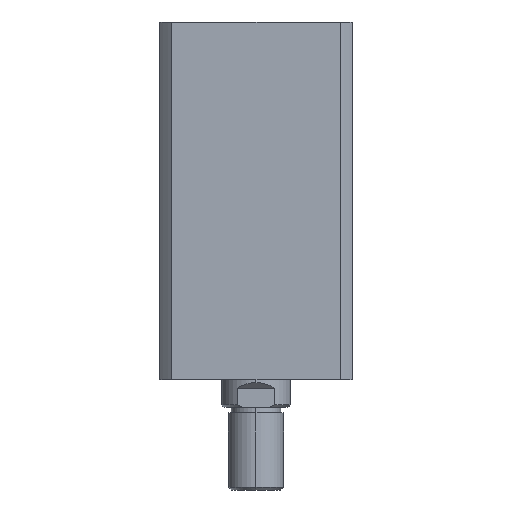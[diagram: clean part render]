
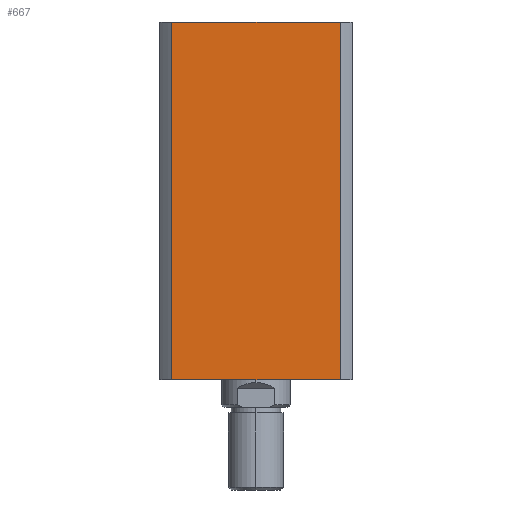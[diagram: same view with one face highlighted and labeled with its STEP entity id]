
A CAD part, left-side view. The second image highlights one B-rep face of the part: STEP entity #667.
In plain terms, the highlighted planar face has unit normal (-1, 0, 0).
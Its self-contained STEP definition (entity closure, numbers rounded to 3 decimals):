
#304 = CARTESIAN_POINT ( 'NONE',  ( -35., 30.615, 130. ) ) ;
#318 = CARTESIAN_POINT ( 'NONE',  ( -35., -30.615, 130. ) ) ;
#329 = CARTESIAN_POINT ( 'NONE',  ( -35., -30.615, 0. ) ) ;
#332 = CARTESIAN_POINT ( 'NONE',  ( -35., 30.615, 0. ) ) ;
#564 = DIRECTION ( 'NONE',  ( 0., 0., -1. ) ) ;
#577 = CARTESIAN_POINT ( 'NONE',  ( -35., 0., 130. ) ) ;
#578 = DIRECTION ( 'NONE',  ( 0., -1., 0. ) ) ;
#579 = CARTESIAN_POINT ( 'NONE',  ( -35., -30.615, 130. ) ) ;
#580 = DIRECTION ( 'NONE',  ( 0., 0., -1. ) ) ;
#581 = CARTESIAN_POINT ( 'NONE',  ( -35., 0., 0. ) ) ;
#582 = CARTESIAN_POINT ( 'NONE',  ( -35., 30.615, 130. ) ) ;
#583 = DIRECTION ( 'NONE',  ( 0., -1., 0. ) ) ;
#667 = ADVANCED_FACE ( 'NONE', ( #2034 ), #1034, .F. ) ;
#1025 = DIRECTION ( 'NONE',  ( 0., 0., -1. ) ) ;
#1026 = DIRECTION ( 'NONE',  ( 1., 0., 0. ) ) ;
#1034 = PLANE ( 'NONE',  #3560 ) ;
#1037 = CARTESIAN_POINT ( 'NONE',  ( -35., 0., 130. ) ) ;
#1494 = ORIENTED_EDGE ( 'NONE', *, *, #3346, .T. ) ;
#1495 = ORIENTED_EDGE ( 'NONE', *, *, #3345, .F. ) ;
#1496 = ORIENTED_EDGE ( 'NONE', *, *, #3344, .F. ) ;
#1497 = ORIENTED_EDGE ( 'NONE', *, *, #3348, .T. ) ;
#1848 = EDGE_LOOP ( 'NONE', ( #1494, #1495, #1496, #1497 ) ) ;
#1953 = VERTEX_POINT ( 'NONE', #304 ) ;
#1967 = VERTEX_POINT ( 'NONE', #318 ) ;
#1978 = VERTEX_POINT ( 'NONE', #329 ) ;
#1981 = VERTEX_POINT ( 'NONE', #332 ) ;
#2034 = FACE_OUTER_BOUND ( 'NONE', #1848, .T. ) ;
#2785 = LINE ( 'NONE', #577, #2788 ) ;
#2787 = LINE ( 'NONE', #579, #2790 ) ;
#2788 = VECTOR ( 'NONE', #578, 1000. ) ;
#2789 = LINE ( 'NONE', #581, #2792 ) ;
#2790 = VECTOR ( 'NONE', #580, 1000. ) ;
#2792 = VECTOR ( 'NONE', #583, 1000. ) ;
#2793 = LINE ( 'NONE', #582, #2795 ) ;
#2795 = VECTOR ( 'NONE', #564, 1000. ) ;
#3344 = EDGE_CURVE ( 'NONE', #1953, #1967, #2785, .T. ) ;
#3345 = EDGE_CURVE ( 'NONE', #1967, #1978, #2787, .T. ) ;
#3346 = EDGE_CURVE ( 'NONE', #1981, #1978, #2789, .T. ) ;
#3348 = EDGE_CURVE ( 'NONE', #1953, #1981, #2793, .T. ) ;
#3560 = AXIS2_PLACEMENT_3D ( 'NONE', #1037, #1026, #1025 ) ;
